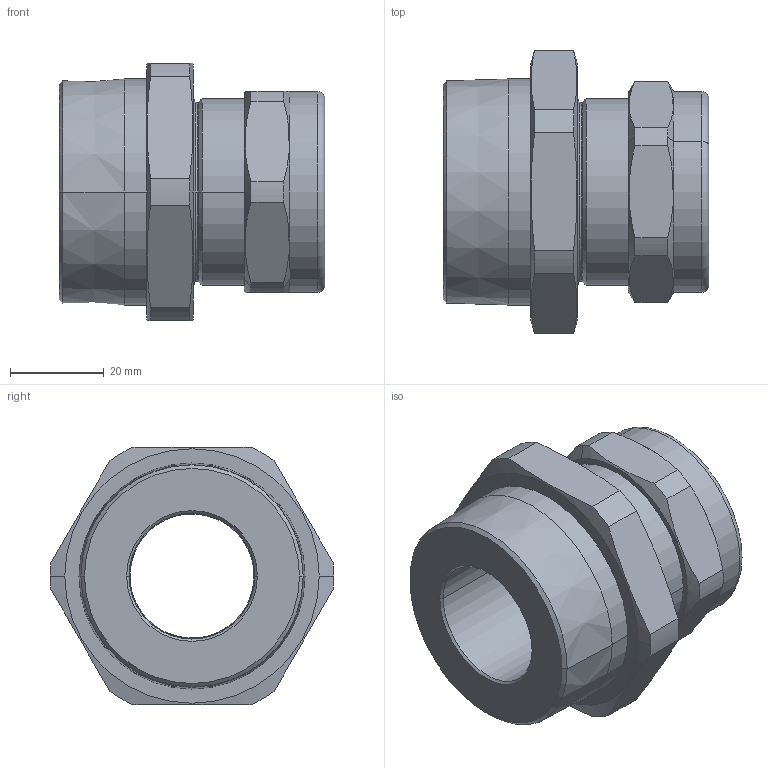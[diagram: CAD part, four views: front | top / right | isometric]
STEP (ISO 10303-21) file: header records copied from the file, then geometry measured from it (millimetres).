
FILE_DESCRIPTION (( 'STEP AP203' ), '1' );
FILE_NAME ('CG-150A104.STEP', '2020-07-09T08:53:39', ( '' ), ( '' ), 'SwSTEP 2.0', 'SolidWorks 2017', '' );
FILE_SCHEMA (( 'CONFIG_CONTROL_DESIGN' ));
Length unit declared in the file: millimetre
Products named in the file (1): CG-150A104
Bounding box: 56.73 x 60.5 x 55 mm (x, y, z)
Surface area: 19160 mm2 (no closed solid volume)
Topology: 0 solids, 5 shells, 88 faces, 363 edges, 283 vertices
Faces by surface type: cylinder 32, cone 26, plane 20, torus 10
Entity records: 5329 total; most frequent: CARTESIAN_POINT 2387, ORIENTED_EDGE 555, DIRECTION 549, EDGE_CURVE 363, VERTEX_POINT 283, AXIS2_PLACEMENT_3D 207, LINE 135, VECTOR 135
